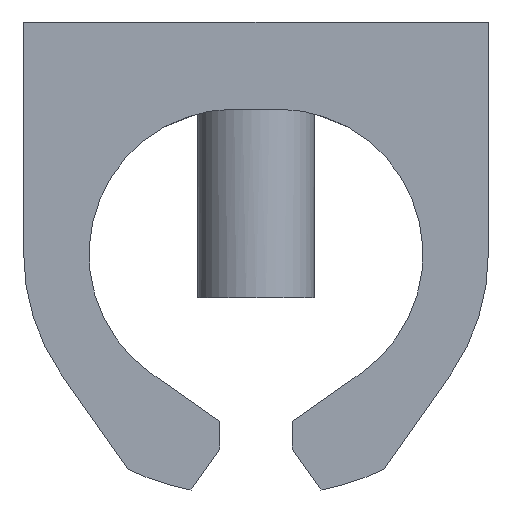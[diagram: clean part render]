
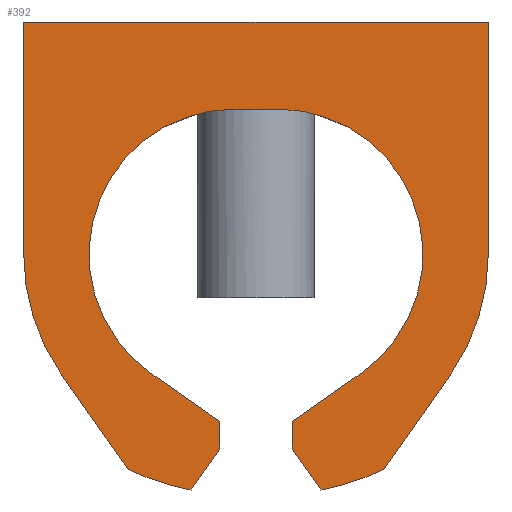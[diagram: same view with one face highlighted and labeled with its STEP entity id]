
A CAD part, front view. The second image highlights one B-rep face of the part: STEP entity #392.
In plain terms, the highlighted planar face has unit normal (0, -1, 0).
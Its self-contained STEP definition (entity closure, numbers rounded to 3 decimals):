
#177=AXIS2_PLACEMENT_3D('Circle Axis2P3D',#175,#176,$) ;
#239=AXIS2_PLACEMENT_3D('Circle Axis2P3D',#237,#238,$) ;
#267=AXIS2_PLACEMENT_3D('Plane Axis2P3D',#264,#265,#266) ;
#287=AXIS2_PLACEMENT_3D('Circle Axis2P3D',#285,#286,$) ;
#301=AXIS2_PLACEMENT_3D('Circle Axis2P3D',#299,#300,$) ;
#348=AXIS2_PLACEMENT_3D('Circle Axis2P3D',#346,#347,$) ;
#362=AXIS2_PLACEMENT_3D('Circle Axis2P3D',#360,#361,$) ;
#148=CARTESIAN_POINT('Vertex',(1.75,0.,2.623)) ;
#151=CARTESIAN_POINT('Line Origine',(1.6,0.,2.623)) ;
#155=CARTESIAN_POINT('Vertex',(1.45,0.,2.623)) ;
#175=CARTESIAN_POINT('Axis2P3D Location',(1.45,0.,1.623)) ;
#179=CARTESIAN_POINT('Vertex',(0.876,0.,0.804)) ;
#234=CARTESIAN_POINT('Vertex',(2.324,0.,0.804)) ;
#237=CARTESIAN_POINT('Axis2P3D Location',(1.75,0.,1.623)) ;
#264=CARTESIAN_POINT('Axis2P3D Location',(1.6,0.,3.223)) ;
#269=CARTESIAN_POINT('Line Origine',(1.6,0.,3.223)) ;
#273=CARTESIAN_POINT('Vertex',(3.2,0.,3.223)) ;
#275=CARTESIAN_POINT('Vertex',(0.,0.,3.223)) ;
#278=CARTESIAN_POINT('Line Origine',(0.,0.,2.423)) ;
#282=CARTESIAN_POINT('Vertex',(0.,0.,1.623)) ;
#285=CARTESIAN_POINT('Axis2P3D Location',(1.45,0.,1.623)) ;
#289=CARTESIAN_POINT('Vertex',(0.262,0.,0.792)) ;
#292=CARTESIAN_POINT('Line Origine',(0.489,0.,0.468)) ;
#296=CARTESIAN_POINT('Vertex',(0.715,0.,0.145)) ;
#299=CARTESIAN_POINT('Axis2P3D Location',(1.447,0.,1.623)) ;
#303=CARTESIAN_POINT('Vertex',(1.153,0.,0.)) ;
#306=CARTESIAN_POINT('Line Origine',(1.251,0.,0.141)) ;
#310=CARTESIAN_POINT('Vertex',(1.35,0.,0.282)) ;
#313=CARTESIAN_POINT('Line Origine',(1.35,0.,0.377)) ;
#317=CARTESIAN_POINT('Vertex',(1.35,0.,0.473)) ;
#320=CARTESIAN_POINT('Line Origine',(1.113,0.,0.638)) ;
#325=CARTESIAN_POINT('Line Origine',(2.087,0.,0.638)) ;
#329=CARTESIAN_POINT('Vertex',(1.85,0.,0.473)) ;
#332=CARTESIAN_POINT('Line Origine',(1.85,0.,0.377)) ;
#336=CARTESIAN_POINT('Vertex',(1.85,0.,0.282)) ;
#339=CARTESIAN_POINT('Line Origine',(1.949,0.,0.141)) ;
#343=CARTESIAN_POINT('Vertex',(2.047,0.,0.)) ;
#346=CARTESIAN_POINT('Axis2P3D Location',(1.753,0.,1.623)) ;
#350=CARTESIAN_POINT('Vertex',(2.485,0.,0.145)) ;
#353=CARTESIAN_POINT('Line Origine',(2.711,0.,0.468)) ;
#357=CARTESIAN_POINT('Vertex',(2.938,0.,0.792)) ;
#360=CARTESIAN_POINT('Axis2P3D Location',(1.75,0.,1.623)) ;
#364=CARTESIAN_POINT('Vertex',(3.2,0.,1.623)) ;
#367=CARTESIAN_POINT('Line Origine',(3.2,0.,2.423)) ;
#152=DIRECTION('Vector Direction',(1.,0.,0.)) ;
#176=DIRECTION('Axis2P3D Direction',(0.,-1.,0.)) ;
#238=DIRECTION('Axis2P3D Direction',(0.,-1.,0.)) ;
#265=DIRECTION('Axis2P3D Direction',(0.,-1.,0.)) ;
#266=DIRECTION('Axis2P3D XDirection',(1.,0.,0.)) ;
#270=DIRECTION('Vector Direction',(-1.,0.,0.)) ;
#279=DIRECTION('Vector Direction',(0.,0.,1.)) ;
#286=DIRECTION('Axis2P3D Direction',(0.,-1.,0.)) ;
#293=DIRECTION('Vector Direction',(0.574,0.,-0.819)) ;
#300=DIRECTION('Axis2P3D Direction',(0.,-1.,0.)) ;
#307=DIRECTION('Vector Direction',(0.574,0.,0.819)) ;
#314=DIRECTION('Vector Direction',(0.,0.,-1.)) ;
#321=DIRECTION('Vector Direction',(0.819,0.,-0.574)) ;
#326=DIRECTION('Vector Direction',(-0.819,0.,-0.574)) ;
#333=DIRECTION('Vector Direction',(0.,0.,-1.)) ;
#340=DIRECTION('Vector Direction',(-0.574,0.,0.819)) ;
#347=DIRECTION('Axis2P3D Direction',(0.,-1.,0.)) ;
#354=DIRECTION('Vector Direction',(-0.574,0.,-0.819)) ;
#361=DIRECTION('Axis2P3D Direction',(0.,-1.,0.)) ;
#368=DIRECTION('Vector Direction',(0.,0.,1.)) ;
#153=VECTOR('Line Direction',#152,1.) ;
#271=VECTOR('Line Direction',#270,1.) ;
#280=VECTOR('Line Direction',#279,1.) ;
#294=VECTOR('Line Direction',#293,1.) ;
#308=VECTOR('Line Direction',#307,1.) ;
#315=VECTOR('Line Direction',#314,1.) ;
#322=VECTOR('Line Direction',#321,1.) ;
#327=VECTOR('Line Direction',#326,1.) ;
#334=VECTOR('Line Direction',#333,1.) ;
#341=VECTOR('Line Direction',#340,1.) ;
#355=VECTOR('Line Direction',#354,1.) ;
#369=VECTOR('Line Direction',#368,1.) ;
#373=ORIENTED_EDGE('',*,*,#277,.T.) ;
#374=ORIENTED_EDGE('',*,*,#284,.T.) ;
#375=ORIENTED_EDGE('',*,*,#291,.T.) ;
#376=ORIENTED_EDGE('',*,*,#298,.T.) ;
#377=ORIENTED_EDGE('',*,*,#305,.T.) ;
#378=ORIENTED_EDGE('',*,*,#312,.T.) ;
#379=ORIENTED_EDGE('',*,*,#319,.T.) ;
#380=ORIENTED_EDGE('',*,*,#324,.T.) ;
#381=ORIENTED_EDGE('',*,*,#181,.T.) ;
#382=ORIENTED_EDGE('',*,*,#157,.T.) ;
#383=ORIENTED_EDGE('',*,*,#241,.T.) ;
#384=ORIENTED_EDGE('',*,*,#331,.T.) ;
#385=ORIENTED_EDGE('',*,*,#338,.T.) ;
#386=ORIENTED_EDGE('',*,*,#345,.T.) ;
#387=ORIENTED_EDGE('',*,*,#352,.T.) ;
#388=ORIENTED_EDGE('',*,*,#359,.T.) ;
#389=ORIENTED_EDGE('',*,*,#366,.T.) ;
#390=ORIENTED_EDGE('',*,*,#371,.T.) ;
#392=ADVANCED_FACE('S3D gedreht',(#391),#268,.T.) ;
#178=CIRCLE('generated circle',#177,1.) ;
#240=CIRCLE('generated circle',#239,1.) ;
#288=CIRCLE('generated circle',#287,1.45) ;
#302=CIRCLE('generated circle',#301,1.65) ;
#349=CIRCLE('generated circle',#348,1.65) ;
#363=CIRCLE('generated circle',#362,1.45) ;
#157=EDGE_CURVE('',#156,#149,#154,.T.) ;
#181=EDGE_CURVE('',#180,#156,#178,.F.) ;
#241=EDGE_CURVE('',#149,#235,#240,.F.) ;
#277=EDGE_CURVE('',#274,#276,#272,.T.) ;
#284=EDGE_CURVE('',#276,#283,#281,.F.) ;
#291=EDGE_CURVE('',#283,#290,#288,.T.) ;
#298=EDGE_CURVE('',#290,#297,#295,.T.) ;
#305=EDGE_CURVE('',#297,#304,#302,.T.) ;
#312=EDGE_CURVE('',#304,#311,#309,.T.) ;
#319=EDGE_CURVE('',#311,#318,#316,.F.) ;
#324=EDGE_CURVE('',#318,#180,#323,.F.) ;
#331=EDGE_CURVE('',#235,#330,#328,.T.) ;
#338=EDGE_CURVE('',#330,#337,#335,.T.) ;
#345=EDGE_CURVE('',#337,#344,#342,.F.) ;
#352=EDGE_CURVE('',#344,#351,#349,.T.) ;
#359=EDGE_CURVE('',#351,#358,#356,.F.) ;
#366=EDGE_CURVE('',#358,#365,#363,.T.) ;
#371=EDGE_CURVE('',#365,#274,#370,.T.) ;
#372=EDGE_LOOP('',(#373,#374,#375,#376,#377,#378,#379,#380,#381,#382,#383,#384,#385,#386,#387,#388,#389,#390)) ;
#391=FACE_OUTER_BOUND('',#372,.T.) ;
#154=LINE('Line',#151,#153) ;
#272=LINE('Line',#269,#271) ;
#281=LINE('Line',#278,#280) ;
#295=LINE('Line',#292,#294) ;
#309=LINE('Line',#306,#308) ;
#316=LINE('Line',#313,#315) ;
#323=LINE('Line',#320,#322) ;
#328=LINE('Line',#325,#327) ;
#335=LINE('Line',#332,#334) ;
#342=LINE('Line',#339,#341) ;
#356=LINE('Line',#353,#355) ;
#370=LINE('Line',#367,#369) ;
#268=PLANE('',#267) ;
#149=VERTEX_POINT('',#148) ;
#156=VERTEX_POINT('',#155) ;
#180=VERTEX_POINT('',#179) ;
#235=VERTEX_POINT('',#234) ;
#274=VERTEX_POINT('',#273) ;
#276=VERTEX_POINT('',#275) ;
#283=VERTEX_POINT('',#282) ;
#290=VERTEX_POINT('',#289) ;
#297=VERTEX_POINT('',#296) ;
#304=VERTEX_POINT('',#303) ;
#311=VERTEX_POINT('',#310) ;
#318=VERTEX_POINT('',#317) ;
#330=VERTEX_POINT('',#329) ;
#337=VERTEX_POINT('',#336) ;
#344=VERTEX_POINT('',#343) ;
#351=VERTEX_POINT('',#350) ;
#358=VERTEX_POINT('',#357) ;
#365=VERTEX_POINT('',#364) ;
